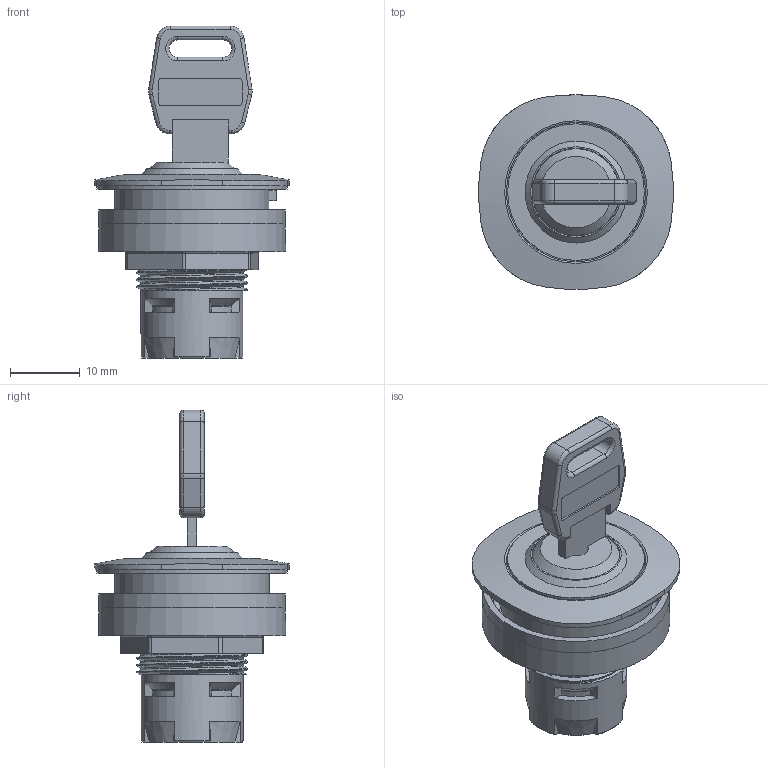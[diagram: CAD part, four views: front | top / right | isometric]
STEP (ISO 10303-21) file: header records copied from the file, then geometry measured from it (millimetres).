
FILE_DESCRIPTION(/* description */ (''),/* implementation_level */ '2;1');
FILE_NAME(/* name */ 'RQJSSA12_ipt.stp',/* time_stamp */ '2016-04-05T14:10:01+02:00',/* author */ ('thagel'),/* organization */ (''),/* preprocessor_version */ 'ST-DEVELOPER v15.2',/* originating_system */ 'Autodesk Inventor 2014',/* authorisation */ '');
FILE_SCHEMA (('AUTOMOTIVE_DESIGN { 1 0 10303 214 3 1 1 }'));
Length unit declared in the file: centimetre
Products named in the file (1): 3D-Zeichnungen vereinfacht für Kunden
Bounding box: 27.93 x 27.96 x 47.77 mm (x, y, z)
Volume: 8752 mm3; surface area: 6212.9 mm2
Topology: 1 solids, 5 shells, 251 faces, 609 edges, 388 vertices
Faces by surface type: plane 105, cylinder 83, torus 33, cone 25, bspline 3, sphere 2
Full cylindrical faces by diameter (mm): 11.9 x1, 12 x3, 12.05 x2, 12.65 x1, 14.7 x1, 16 x2, 16.5 x1, 19.67 x1, 20.05 x1, 21.5 x1, 22.2 x1, 25 x1, 26.86 x1, 27.4 x1
Entity records: 9446 total; most frequent: CARTESIAN_POINT 3779, DIRECTION 1215, ORIENTED_EDGE 1124, EDGE_CURVE 562, AXIS2_PLACEMENT_3D 485, VERTEX_POINT 372, EDGE_LOOP 306, ADVANCED_FACE 249
